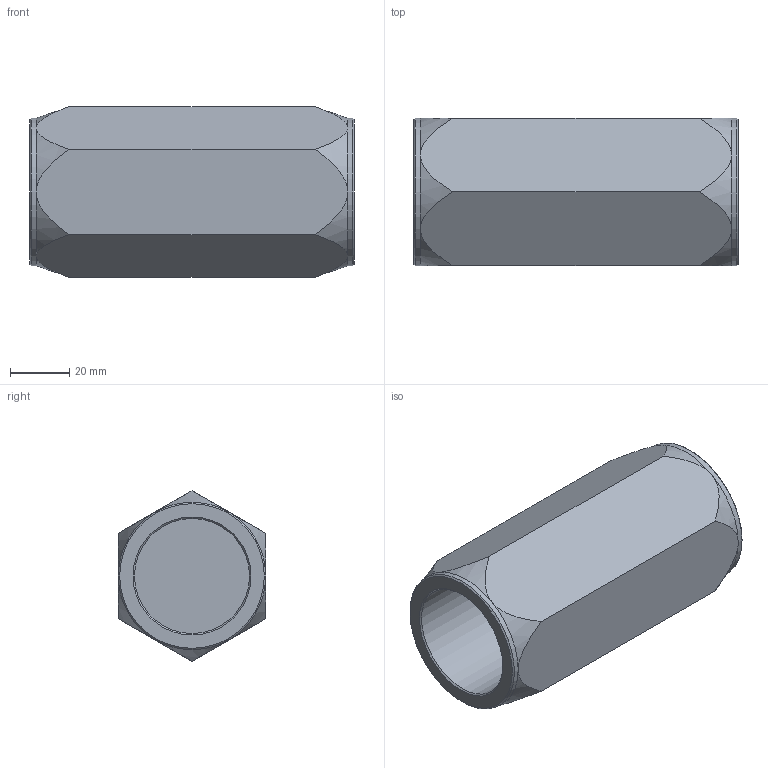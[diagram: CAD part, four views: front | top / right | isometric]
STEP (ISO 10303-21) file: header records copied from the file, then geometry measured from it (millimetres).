
FILE_DESCRIPTION (( 'STEP AP214' ), '1' );
FILE_NAME ('BAL-VNR06-IC-JV.STEP', '2016-08-23T13:08:28', ( '' ), ( '' ), 'SwSTEP 2.0', 'SolidWorks 2016', '' );
FILE_SCHEMA (( 'AUTOMOTIVE_DESIGN' ));
Length unit declared in the file: millimetre
Products named in the file (1): BAL-VNR06-IC-JV
Bounding box: 110 x 50 x 57.73 mm (x, y, z)
Volume: 127936.8 mm3; surface area: 33728.3 mm2
Topology: 1 solids, 1 shells, 30 faces, 62 edges, 36 vertices
Faces by surface type: cone 16, plane 10, cylinder 4
Full cylindrical faces by diameter (mm): 38.952 x2, 50 x2
Entity records: 1112 total; most frequent: CARTESIAN_POINT 521, DIRECTION 112, ORIENTED_EDGE 104, AXIS2_PLACEMENT_3D 53, EDGE_CURVE 52, EDGE_LOOP 40, FACE_OUTER_BOUND 34, VERTEX_POINT 34
